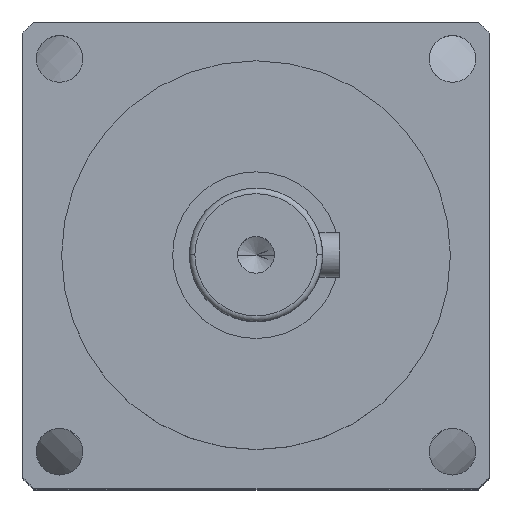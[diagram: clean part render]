
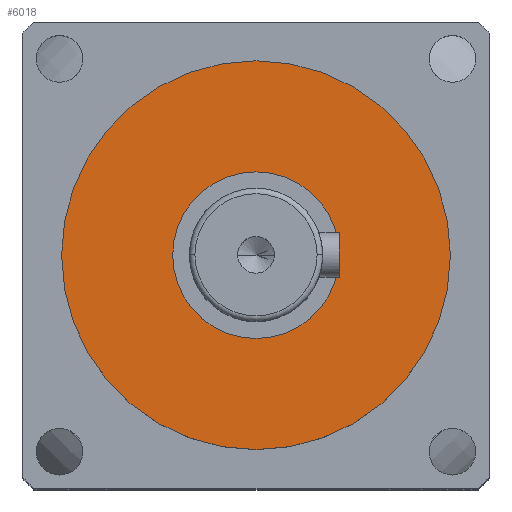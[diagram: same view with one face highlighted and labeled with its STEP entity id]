
A CAD part, top view. The second image highlights one B-rep face of the part: STEP entity #6018.
In plain terms, the highlighted planar face has unit normal (0, 0, 1).
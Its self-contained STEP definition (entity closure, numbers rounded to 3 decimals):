
#74 = ORIENTED_EDGE ( 'NONE', *, *, #108, .F. ) ;
#108 = EDGE_CURVE ( 'NONE', #6898, #5366, #323, .T. ) ;
#323 = CIRCLE ( 'NONE', #997, 7.5 ) ;
#525 = CARTESIAN_POINT ( 'NONE',  ( 7.5, 0., -21. ) ) ;
#589 = EDGE_LOOP ( 'NONE', ( #74, #1764 ) ) ;
#789 = AXIS2_PLACEMENT_3D ( 'NONE', #6716, #3339, #7285 ) ;
#997 = AXIS2_PLACEMENT_3D ( 'NONE', #1634, #5580, #2192 ) ;
#1068 = CIRCLE ( 'NONE', #3590, 7.5 ) ;
#1200 = DIRECTION ( 'NONE',  ( 0., 0., 1. ) ) ;
#1634 = CARTESIAN_POINT ( 'NONE',  ( 0., 0., -21. ) ) ;
#1764 = ORIENTED_EDGE ( 'NONE', *, *, #2448, .F. ) ;
#1791 = FACE_BOUND ( 'NONE', #589, .T. ) ;
#1942 = CARTESIAN_POINT ( 'NONE',  ( 0., 0., -21. ) ) ;
#2127 = EDGE_LOOP ( 'NONE', ( #5150, #2684 ) ) ;
#2192 = DIRECTION ( 'NONE',  ( 1., 0., 0. ) ) ;
#2448 = EDGE_CURVE ( 'NONE', #5366, #6898, #1068, .T. ) ;
#2500 = DIRECTION ( 'NONE',  ( 1., 0., 0. ) ) ;
#2605 = CIRCLE ( 'NONE', #6217, 17.5 ) ;
#2684 = ORIENTED_EDGE ( 'NONE', *, *, #6889, .T. ) ;
#2863 = AXIS2_PLACEMENT_3D ( 'NONE', #3873, #7298, #3919 ) ;
#3230 = VERTEX_POINT ( 'NONE', #3413 ) ;
#3339 = DIRECTION ( 'NONE',  ( 0., 0., 1. ) ) ;
#3351 = PLANE ( 'NONE',  #2863 ) ;
#3413 = CARTESIAN_POINT ( 'NONE',  ( 17.5, 0., -21. ) ) ;
#3484 = FACE_OUTER_BOUND ( 'NONE', #2127, .T. ) ;
#3590 = AXIS2_PLACEMENT_3D ( 'NONE', #4593, #1200, #5163 ) ;
#3873 = CARTESIAN_POINT ( 'NONE',  ( 0., 17.5, -21. ) ) ;
#3910 = CIRCLE ( 'NONE', #789, 17.5 ) ;
#3919 = DIRECTION ( 'NONE',  ( -1., 0., 0. ) ) ;
#3930 = VERTEX_POINT ( 'NONE', #5147 ) ;
#4593 = CARTESIAN_POINT ( 'NONE',  ( 0., 0., -21. ) ) ;
#5074 = EDGE_CURVE ( 'NONE', #3230, #3930, #2605, .T. ) ;
#5147 = CARTESIAN_POINT ( 'NONE',  ( -17.5, 0., -21. ) ) ;
#5150 = ORIENTED_EDGE ( 'NONE', *, *, #5074, .T. ) ;
#5163 = DIRECTION ( 'NONE',  ( 1., 0., 0. ) ) ;
#5366 = VERTEX_POINT ( 'NONE', #5537 ) ;
#5537 = CARTESIAN_POINT ( 'NONE',  ( -7.5, 0., -21. ) ) ;
#5580 = DIRECTION ( 'NONE',  ( 0., 0., 1. ) ) ;
#5893 = DIRECTION ( 'NONE',  ( 0., 0., 1. ) ) ;
#6018 = ADVANCED_FACE ( 'NONE', ( #1791, #3484 ), #3351, .F. ) ;
#6217 = AXIS2_PLACEMENT_3D ( 'NONE', #1942, #5893, #2500 ) ;
#6716 = CARTESIAN_POINT ( 'NONE',  ( 0., 0., -21. ) ) ;
#6889 = EDGE_CURVE ( 'NONE', #3930, #3230, #3910, .T. ) ;
#6898 = VERTEX_POINT ( 'NONE', #525 ) ;
#7285 = DIRECTION ( 'NONE',  ( 1., 0., 0. ) ) ;
#7298 = DIRECTION ( 'NONE',  ( 0., 0., -1. ) ) ;
